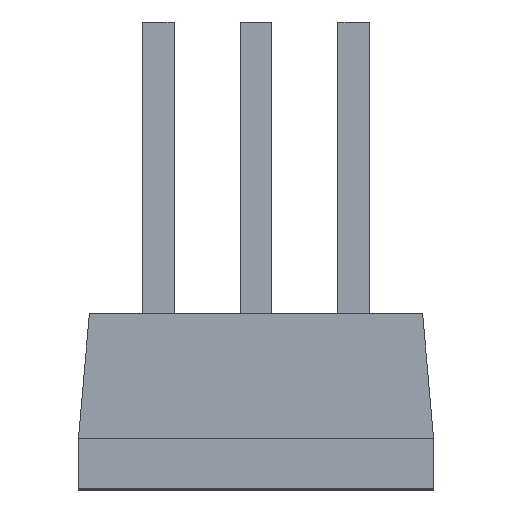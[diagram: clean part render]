
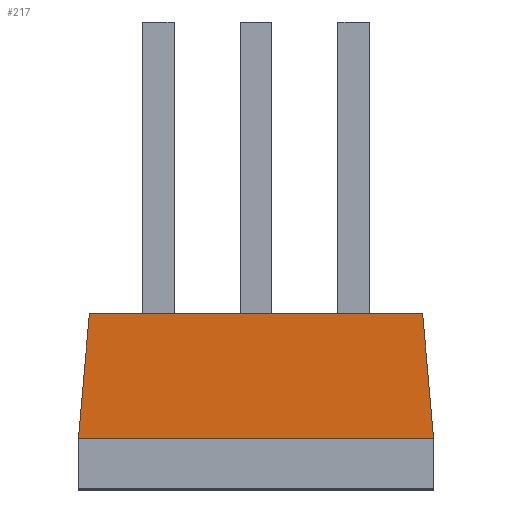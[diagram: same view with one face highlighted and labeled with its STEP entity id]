
A CAD part, top view. The second image highlights one B-rep face of the part: STEP entity #217.
In plain terms, the highlighted planar face has unit normal (0, 0, 1).
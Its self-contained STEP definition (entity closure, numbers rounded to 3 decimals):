
#24 = VERTEX_POINT('',#25);
#25 = CARTESIAN_POINT('',(-4.27,-5.5,13.8));
#31 = EDGE_CURVE('',#24,#32,#34,.T.);
#32 = VERTEX_POINT('',#33);
#33 = CARTESIAN_POINT('',(4.27,-5.5,13.8));
#34 = LINE('',#35,#36);
#35 = CARTESIAN_POINT('',(-4.27,-5.5,13.8));
#36 = VECTOR('',#37,1.);
#37 = DIRECTION('',(1.,0.,0.));
#62 = EDGE_CURVE('',#32,#63,#65,.T.);
#63 = VERTEX_POINT('',#64);
#64 = CARTESIAN_POINT('',(4.55,-8.7,13.8));
#65 = LINE('',#66,#67);
#66 = CARTESIAN_POINT('',(4.27,-5.5,13.8));
#67 = VECTOR('',#68,1.);
#68 = DIRECTION('',(0.087,-0.996,0.));
#93 = EDGE_CURVE('',#63,#94,#96,.T.);
#94 = VERTEX_POINT('',#95);
#95 = CARTESIAN_POINT('',(4.55,-10.,13.8));
#96 = LINE('',#97,#98);
#97 = CARTESIAN_POINT('',(4.55,-8.7,13.8));
#98 = VECTOR('',#99,1.);
#99 = DIRECTION('',(0.,-1.,0.));
#124 = EDGE_CURVE('',#94,#125,#127,.T.);
#125 = VERTEX_POINT('',#126);
#126 = CARTESIAN_POINT('',(-4.55,-10.,13.8));
#127 = LINE('',#128,#129);
#128 = CARTESIAN_POINT('',(4.55,-10.,13.8));
#129 = VECTOR('',#130,1.);
#130 = DIRECTION('',(-1.,0.,0.));
#155 = EDGE_CURVE('',#125,#156,#158,.T.);
#156 = VERTEX_POINT('',#157);
#157 = CARTESIAN_POINT('',(-4.55,-8.7,13.8));
#158 = LINE('',#159,#160);
#159 = CARTESIAN_POINT('',(-4.55,-10.,13.8));
#160 = VECTOR('',#161,1.);
#161 = DIRECTION('',(0.,1.,0.));
#186 = EDGE_CURVE('',#156,#24,#187,.T.);
#187 = LINE('',#188,#189);
#188 = CARTESIAN_POINT('',(-4.55,-8.7,13.8));
#189 = VECTOR('',#190,1.);
#190 = DIRECTION('',(0.087,0.996,0.));
#217 = ADVANCED_FACE('',(#218),#226,.T.);
#218 = FACE_BOUND('',#219,.F.);
#219 = EDGE_LOOP('',(#220,#221,#222,#223,#224,#225));
#220 = ORIENTED_EDGE('',*,*,#31,.T.);
#221 = ORIENTED_EDGE('',*,*,#62,.T.);
#222 = ORIENTED_EDGE('',*,*,#93,.T.);
#223 = ORIENTED_EDGE('',*,*,#124,.T.);
#224 = ORIENTED_EDGE('',*,*,#155,.T.);
#225 = ORIENTED_EDGE('',*,*,#186,.T.);
#226 = PLANE('',#227);
#227 = AXIS2_PLACEMENT_3D('',#228,#229,#230);
#228 = CARTESIAN_POINT('',(0.,-7.797,13.8));
#229 = DIRECTION('',(0.,0.,1.));
#230 = DIRECTION('',(1.,0.,0.));
